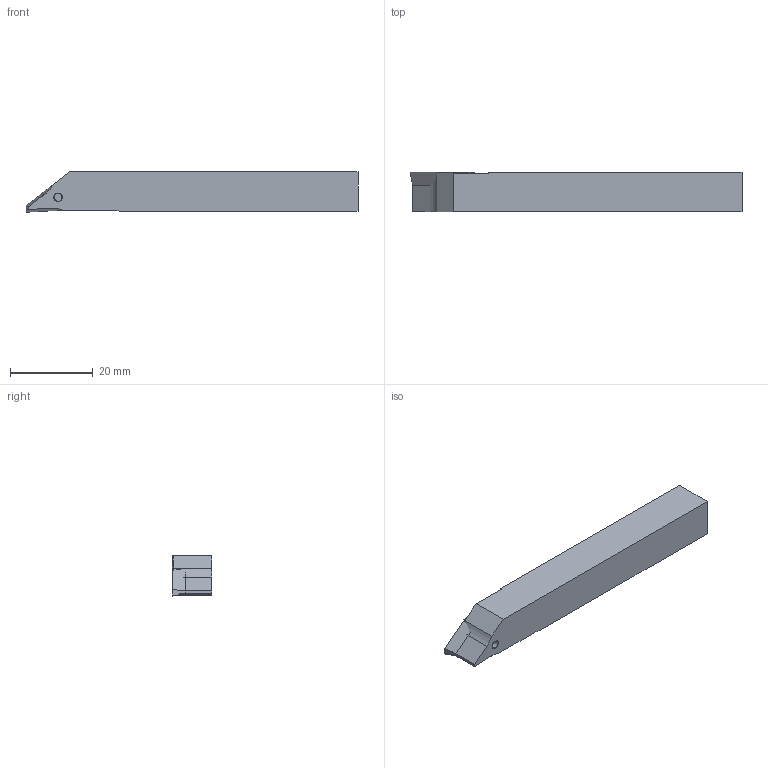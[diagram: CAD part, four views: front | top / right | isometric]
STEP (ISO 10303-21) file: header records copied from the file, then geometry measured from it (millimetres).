
FILE_DESCRIPTION (( 'STEP AP203' ), '1' );
FILE_NAME ('ISO-156-42.STEP', '2017-11-07T13:52:41', ( 'e00158' ), ( 'Microsoft' ), 'SwSTEP 2.0', 'SolidWorks 2017', '' );
FILE_SCHEMA (( 'CONFIG_CONTROL_DESIGN' ));
Length unit declared in the file: millimetre
Products named in the file (4): ISO-156_3-8-L-F; ISO-156-42; VPGT 10-R-L_VPGT 10 L; MSP-7_M2,5X6-TX8 CERATIZIT   Schraube
Assembly tree (3 placements, depth 2):
  ISO-156-42
    ISO-156_3-8-L-F
    MSP-7_M2,5X6-TX8 CERATIZIT   Schraube
    VPGT 10-R-L_VPGT 10 L
Bounding box: 80 x 9.53 x 9.72 mm (x, y, z)
Volume: 6831.5 mm3; surface area: 3404 mm2
Topology: 3 solids, 3 shells, 79 faces, 195 edges, 121 vertices
Faces by surface type: plane 33, cylinder 30, cone 12, torus 4
Entity records: 2755 total; most frequent: DIRECTION 453, CARTESIAN_POINT 399, ORIENTED_EDGE 386, EDGE_CURVE 193, AXIS2_PLACEMENT_3D 175, VERTEX_POINT 121, LINE 103, VECTOR 103
